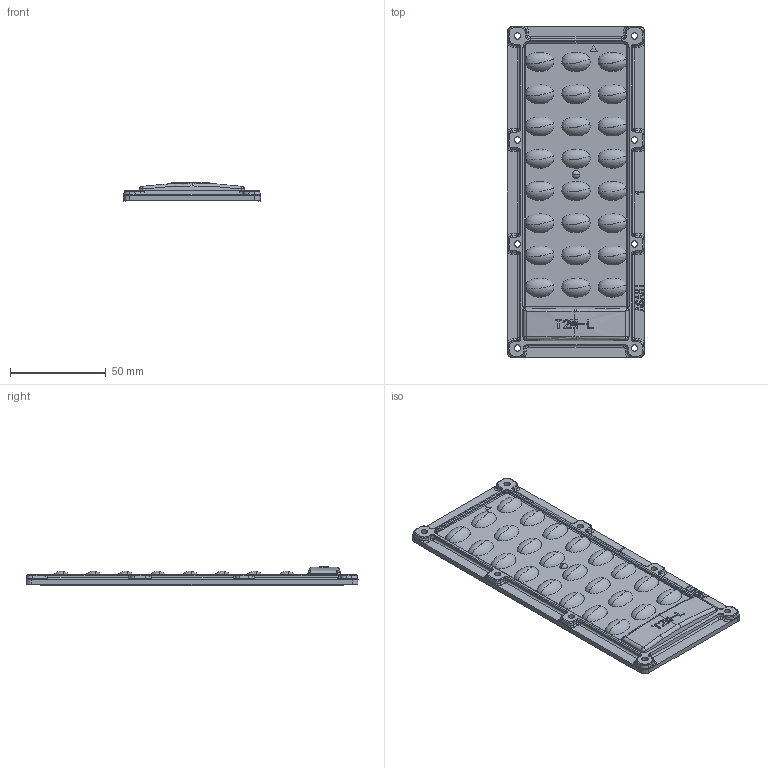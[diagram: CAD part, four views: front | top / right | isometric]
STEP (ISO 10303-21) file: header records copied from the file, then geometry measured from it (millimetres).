
FILE_DESCRIPTION(/* description */ (''),/* implementation_level */ '2;1');
FILE_NAME(/* name */ '24合1-T2M.stp',/* time_stamp */ '2025-09-02T15:54:28+08:00',/* author */ (''),/* organization */ (''),/* preprocessor_version */ 'ST-DEVELOPER v16.7',/* originating_system */ 'SIEMENS PLM Software NX 12.0',/* authorisation */ '');
FILE_SCHEMA (('AUTOMOTIVE_DESIGN { 1 0 10303 214 3 1 1 1 }'));
Products named in the file (1): 24合1-T2M-NEW624_step
Bounding box: 71.5 x 173 x 9.53 mm (x, y, z)
Volume: 35832.5 mm3; surface area: 33078.1 mm2
Topology: 1 solids, 1 shells, 852 faces, 2212 edges, 1363 vertices
Faces by surface type: plane 340, bspline 271, cylinder 150, cone 43, torus 24, extrusion 16, sphere 8
Entity records: 76645 total; most frequent: CARTESIAN_POINT 58378, ORIENTED_EDGE 4224, DIRECTION 2742, EDGE_CURVE 2112, VERTEX_POINT 1363, EDGE_LOOP 969, VECTOR 966, LINE 950
